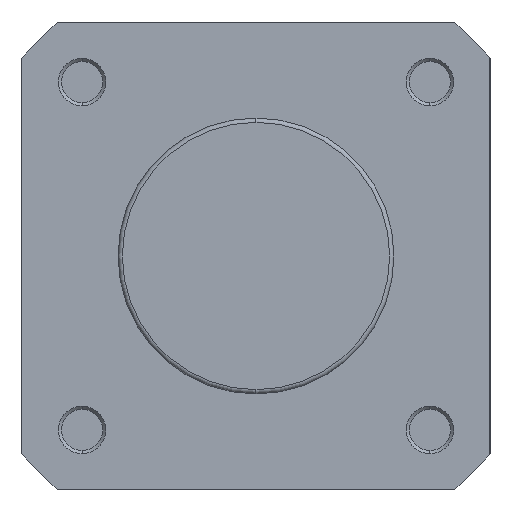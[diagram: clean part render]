
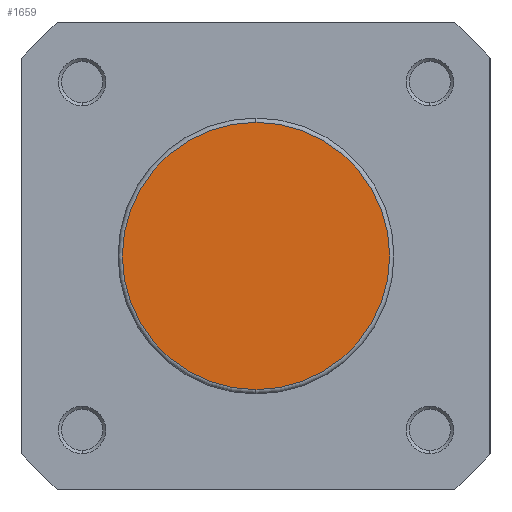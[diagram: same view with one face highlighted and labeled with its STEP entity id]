
A CAD part, left-side view. The second image highlights one B-rep face of the part: STEP entity #1659.
In plain terms, the highlighted planar face has unit normal (-1, 0, 0).
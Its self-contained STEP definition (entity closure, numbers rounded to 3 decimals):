
#31 = EDGE_CURVE ( 'NONE', #967, #966, #4634, .T. ) ;
#85 = EDGE_CURVE ( 'NONE', #966, #967, #4712, .T. ) ;
#421 = AXIS2_PLACEMENT_3D ( 'NONE', #1092, #1093, #1094 ) ;
#447 = AXIS2_PLACEMENT_3D ( 'NONE', #2008, #1869, #2189 ) ;
#695 = AXIS2_PLACEMENT_3D ( 'NONE', #4203, #4206, #4207 ) ;
#966 = VERTEX_POINT ( 'NONE', #3682 ) ;
#967 = VERTEX_POINT ( 'NONE', #3683 ) ;
#1092 = CARTESIAN_POINT ( 'NONE',  ( 0., 0., 0. ) ) ;
#1093 = DIRECTION ( 'NONE',  ( -1., 0., 0. ) ) ;
#1094 = DIRECTION ( 'NONE',  ( 0., 0., -1. ) ) ;
#1659 = ADVANCED_FACE ( 'NONE', ( #5331 ), #4204, .F. ) ;
#1731 = ORIENTED_EDGE ( 'NONE', *, *, #31, .T. ) ;
#1753 = ORIENTED_EDGE ( 'NONE', *, *, #85, .T. ) ;
#1869 = DIRECTION ( 'NONE',  ( -1., 0., 0. ) ) ;
#2008 = CARTESIAN_POINT ( 'NONE',  ( 0., 0., 0. ) ) ;
#2189 = DIRECTION ( 'NONE',  ( 0., 0., -1. ) ) ;
#2369 = EDGE_LOOP ( 'NONE', ( #1753, #1731 ) ) ;
#3682 = CARTESIAN_POINT ( 'NONE',  ( 0., 0., -21.7 ) ) ;
#3683 = CARTESIAN_POINT ( 'NONE',  ( 0., 0., 21.7 ) ) ;
#4203 = CARTESIAN_POINT ( 'NONE',  ( 0., 22.4, 0. ) ) ;
#4204 = PLANE ( 'NONE',  #695 ) ;
#4206 = DIRECTION ( 'NONE',  ( 1., 0., 0. ) ) ;
#4207 = DIRECTION ( 'NONE',  ( 0., 0., -1. ) ) ;
#4634 = CIRCLE ( 'NONE', #421, 21.7 ) ;
#4712 = CIRCLE ( 'NONE', #447, 21.7 ) ;
#5331 = FACE_OUTER_BOUND ( 'NONE', #2369, .T. ) ;
